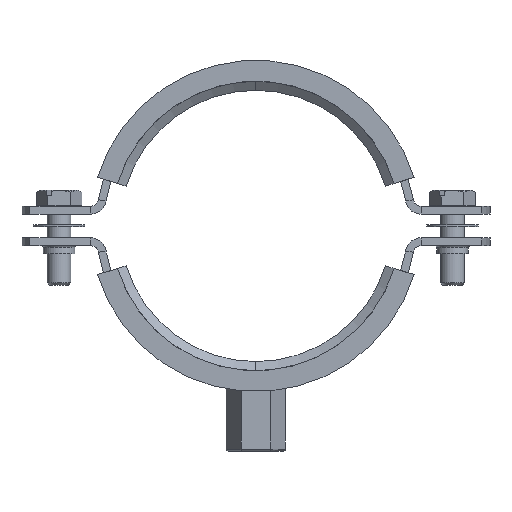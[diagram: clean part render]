
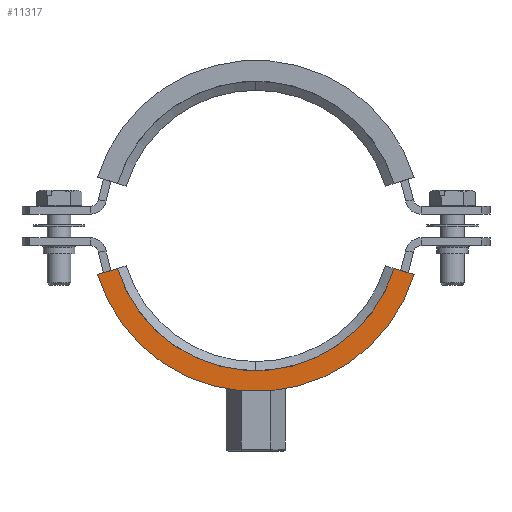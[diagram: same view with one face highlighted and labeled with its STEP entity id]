
A CAD part, front view. The second image highlights one B-rep face of the part: STEP entity #11317.
In plain terms, the highlighted planar face has unit normal (0, -1, 0).
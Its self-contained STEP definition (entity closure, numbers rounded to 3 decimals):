
#792 = VECTOR ( 'NONE', #22547, 1000. ) ;
#1505 = EDGE_CURVE ( 'NONE', #23727, #17517, #11583, .T. ) ;
#2471 = EDGE_CURVE ( 'NONE', #17652, #23727, #20723, .T. ) ;
#2723 = AXIS2_PLACEMENT_3D ( 'NONE', #22763, #23004, #11844 ) ;
#2931 = ORIENTED_EDGE ( 'NONE', *, *, #10757, .T. ) ;
#2986 = CARTESIAN_POINT ( 'NONE',  ( 0., -11.5, 38.5 ) ) ;
#3224 = DIRECTION ( 'NONE',  ( 0., 1., 0. ) ) ;
#4053 = CARTESIAN_POINT ( 'NONE',  ( -35.082, -11.5, 27.722 ) ) ;
#4273 = CIRCLE ( 'NONE', #15074, 36.7 ) ;
#6009 = DIRECTION ( 'NONE',  ( 0., 0., 1. ) ) ;
#8444 = EDGE_LOOP ( 'NONE', ( #8680, #16803, #20802, #2931 ) ) ;
#8560 = CARTESIAN_POINT ( 'NONE',  ( -35.082, -11.5, 27.722 ) ) ;
#8680 = ORIENTED_EDGE ( 'NONE', *, *, #1505, .F. ) ;
#9202 = VECTOR ( 'NONE', #11954, 1000. ) ;
#9750 = DIRECTION ( 'NONE',  ( 0., 1., 0. ) ) ;
#10757 = EDGE_CURVE ( 'NONE', #11812, #17517, #13234, .T. ) ;
#11317 = ADVANCED_FACE ( 'NONE', ( #11786 ), #11549, .F. ) ;
#11549 = PLANE ( 'NONE',  #22754 ) ;
#11583 = CIRCLE ( 'NONE', #2723, 42. ) ;
#11786 = FACE_OUTER_BOUND ( 'NONE', #8444, .T. ) ;
#11812 = VERTEX_POINT ( 'NONE', #8560 ) ;
#11844 = DIRECTION ( 'NONE',  ( 0., 0., 1. ) ) ;
#11954 = DIRECTION ( 'NONE',  ( -0.956, 0., -0.294 ) ) ;
#12164 = DIRECTION ( 'NONE',  ( 0., 0., 1. ) ) ;
#13085 = CARTESIAN_POINT ( 'NONE',  ( 35.082, -11.5, 27.722 ) ) ;
#13234 = LINE ( 'NONE', #4053, #9202 ) ;
#13247 = CARTESIAN_POINT ( 'NONE',  ( 35.082, -11.5, 27.722 ) ) ;
#15074 = AXIS2_PLACEMENT_3D ( 'NONE', #2986, #3224, #12164 ) ;
#16803 = ORIENTED_EDGE ( 'NONE', *, *, #2471, .F. ) ;
#17517 = VERTEX_POINT ( 'NONE', #21728 ) ;
#17652 = VERTEX_POINT ( 'NONE', #13247 ) ;
#18345 = EDGE_CURVE ( 'NONE', #17652, #11812, #4273, .T. ) ;
#20723 = LINE ( 'NONE', #13085, #792 ) ;
#20802 = ORIENTED_EDGE ( 'NONE', *, *, #18345, .T. ) ;
#21120 = CARTESIAN_POINT ( 'NONE',  ( 35.082, -11.5, 27.722 ) ) ;
#21728 = CARTESIAN_POINT ( 'NONE',  ( -40.148, -11.5, 26.166 ) ) ;
#22155 = CARTESIAN_POINT ( 'NONE',  ( 40.148, -11.5, 26.166 ) ) ;
#22547 = DIRECTION ( 'NONE',  ( 0.956, 0., -0.294 ) ) ;
#22754 = AXIS2_PLACEMENT_3D ( 'NONE', #21120, #9750, #6009 ) ;
#22763 = CARTESIAN_POINT ( 'NONE',  ( 0., -11.5, 38.5 ) ) ;
#23004 = DIRECTION ( 'NONE',  ( 0., 1., 0. ) ) ;
#23727 = VERTEX_POINT ( 'NONE', #22155 ) ;
